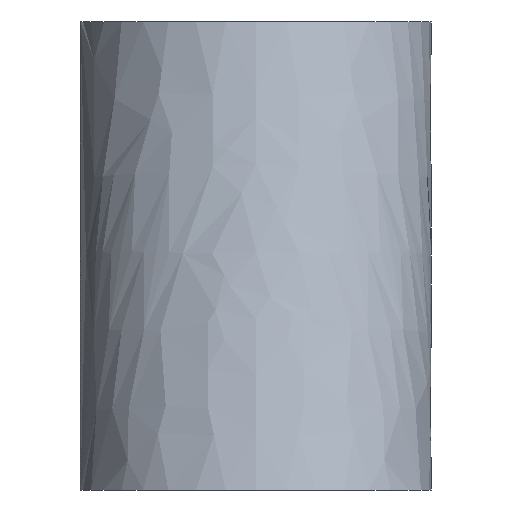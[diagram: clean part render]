
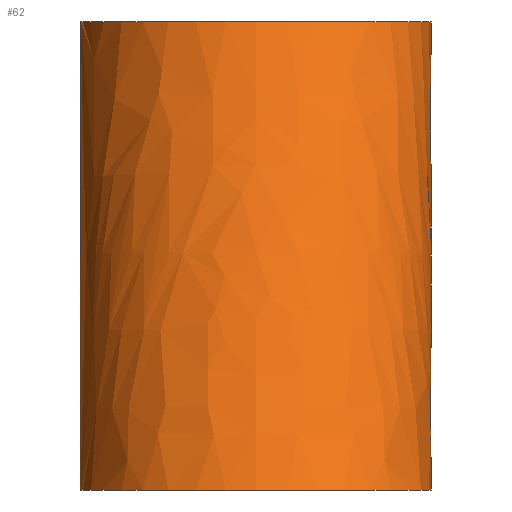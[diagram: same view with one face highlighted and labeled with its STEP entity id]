
A CAD part, front view. The second image highlights one B-rep face of the part: STEP entity #62.
In plain terms, the highlighted free-form (B-spline) face has degree [1, 2] with [2, 9] control points.
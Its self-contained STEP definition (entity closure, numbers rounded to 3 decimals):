
#22=FACE_OUTER_BOUND('',#28,.T.);
#28=EDGE_LOOP('',(#53,#54,#55,#56));
#30=B_SPLINE_CURVE_WITH_KNOTS('',1,(#155,#156),.UNSPECIFIED.,.F.,.F.,(2,
2),(-3.012,0.),.UNSPECIFIED.);
#33=CIRCLE('',#89,15.);
#34=CIRCLE('',#91,15.);
#37=VERTEX_POINT('',#132);
#38=VERTEX_POINT('',#135);
#42=EDGE_CURVE('',#37,#37,#33,.T.);
#43=EDGE_CURVE('',#38,#38,#34,.T.);
#44=EDGE_CURVE('',#37,#38,#30,.T.);
#53=ORIENTED_EDGE('',*,*,#42,.T.);
#54=ORIENTED_EDGE('',*,*,#44,.T.);
#55=ORIENTED_EDGE('',*,*,#43,.T.);
#56=ORIENTED_EDGE('',*,*,#44,.F.);
#58=(
BOUNDED_SURFACE()
B_SPLINE_SURFACE(1,2,((#137,#138,#139,#140,#141,#142,#143,#144,#145),(#146,
#147,#148,#149,#150,#151,#152,#153,#154)),.UNSPECIFIED.,.F.,.T.,.F.)
B_SPLINE_SURFACE_WITH_KNOTS((2,2),(3,2,2,2,3),(-0.48,3.492),
(-3.142,-1.571,0.,1.571,3.142),
 .UNSPECIFIED.)
GEOMETRIC_REPRESENTATION_ITEM()
RATIONAL_B_SPLINE_SURFACE(((1.,0.707,1.,0.707,1.,
0.707,1.,0.707,1.),(1.,0.707,1.,0.707,
1.,0.707,1.,0.707,1.)))
REPRESENTATION_ITEM('')
SURFACE()
);
#62=ADVANCED_FACE('',(#22),#58,.F.);
#89=AXIS2_PLACEMENT_3D('',#133,#100,#101);
#91=AXIS2_PLACEMENT_3D('',#136,#104,#105);
#100=DIRECTION('center_axis',(0.,0.,-1.));
#101=DIRECTION('ref_axis',(-1.,0.,0.));
#104=DIRECTION('center_axis',(0.,0.,1.));
#105=DIRECTION('ref_axis',(-1.,0.,0.));
#132=CARTESIAN_POINT('',(-15.,21.,40.));
#133=CARTESIAN_POINT('Origin',(0.,21.,40.));
#135=CARTESIAN_POINT('',(-15.,0.,0.));
#136=CARTESIAN_POINT('Origin',(0.,0.,0.));
#137=CARTESIAN_POINT('Ctrl Pts',(-15.,-3.346,-6.373));
#138=CARTESIAN_POINT('Ctrl Pts',(-15.,-15.105,-0.199));
#139=CARTESIAN_POINT('Ctrl Pts',(0.,-15.105,
-0.199));
#140=CARTESIAN_POINT('Ctrl Pts',(15.,-15.105,-0.199));
#141=CARTESIAN_POINT('Ctrl Pts',(15.,-3.346,-6.373));
#142=CARTESIAN_POINT('Ctrl Pts',(15.,8.413,-12.546));
#143=CARTESIAN_POINT('Ctrl Pts',(0.,8.413,
-12.546));
#144=CARTESIAN_POINT('Ctrl Pts',(-15.,8.413,-12.546));
#145=CARTESIAN_POINT('Ctrl Pts',(-15.,-3.346,-6.373));
#146=CARTESIAN_POINT('Ctrl Pts',(-15.,24.346,46.373));
#147=CARTESIAN_POINT('Ctrl Pts',(-15.,12.587,52.546));
#148=CARTESIAN_POINT('Ctrl Pts',(0.,12.587,
52.546));
#149=CARTESIAN_POINT('Ctrl Pts',(15.,12.587,52.546));
#150=CARTESIAN_POINT('Ctrl Pts',(15.,24.346,46.373));
#151=CARTESIAN_POINT('Ctrl Pts',(15.,36.105,40.199));
#152=CARTESIAN_POINT('Ctrl Pts',(0.,36.105,
40.199));
#153=CARTESIAN_POINT('Ctrl Pts',(-15.,36.105,40.199));
#154=CARTESIAN_POINT('Ctrl Pts',(-15.,24.346,46.373));
#155=CARTESIAN_POINT('Ctrl Pts',(-15.,21.,40.));
#156=CARTESIAN_POINT('Ctrl Pts',(-15.,0.,0.));
